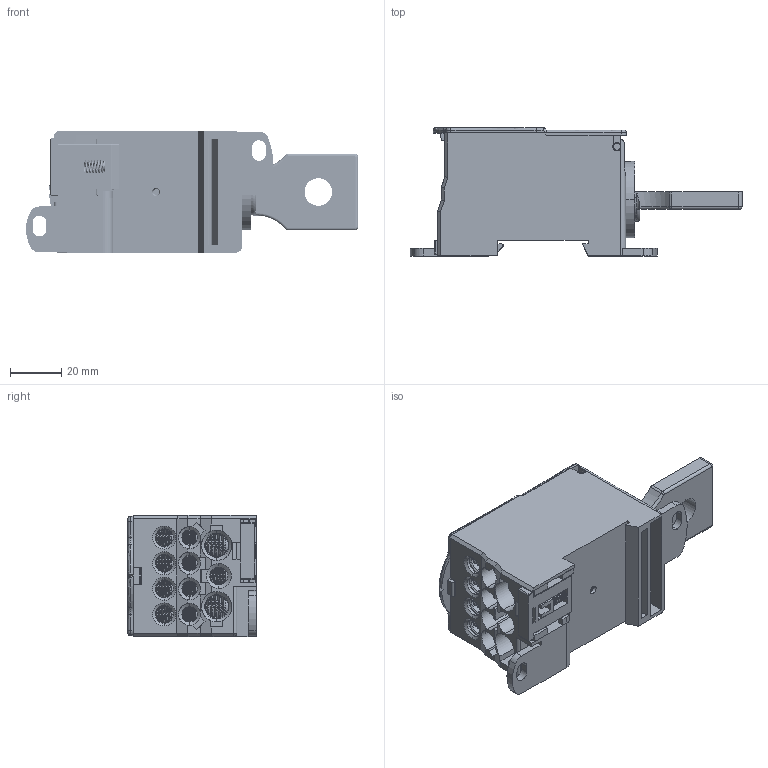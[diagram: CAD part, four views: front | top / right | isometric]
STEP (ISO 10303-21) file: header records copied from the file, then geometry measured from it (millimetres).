
FILE_DESCRIPTION(/* description */ (''),/* implementation_level */ '2;1');
FILE_NAME(/* name */ 'FJ400A.stp',/* time_stamp */ '2025-09-23T13:25:45+08:00',/* author */ (''),/* organization */ (''),/* preprocessor_version */ 'ST-DEVELOPER v18.102',/* originating_system */ 'SIEMENS PLM Software NX2206.8080',/* authorisation */ '');
FILE_SCHEMA (('AUTOMOTIVE_DESIGN { 1 0 10303 214 3 1 1 1 }'));
Products named in the file (1): FJ400A-N_step
Bounding box: 129.75 x 50.1 x 47.3 mm (x, y, z)
Volume: 104275.2 mm3; surface area: 75155.8 mm2
Topology: 18 solids, 18 shells, 2252 faces, 6350 edges, 4192 vertices
Faces by surface type: cylinder 1224, plane 481, cone 342, bspline 154, torus 31, sphere 20
Full cylindrical faces by diameter (mm): 10.8 x1
Entity records: 141017 total; most frequent: CARTESIAN_POINT 89789, ORIENTED_EDGE 12658, DIRECTION 7502, EDGE_CURVE 6329, VERTEX_POINT 4191, B_SPLINE_CURVE_WITH_KNOTS 3594, AXIS2_PLACEMENT_3D 2701, EDGE_LOOP 2388
